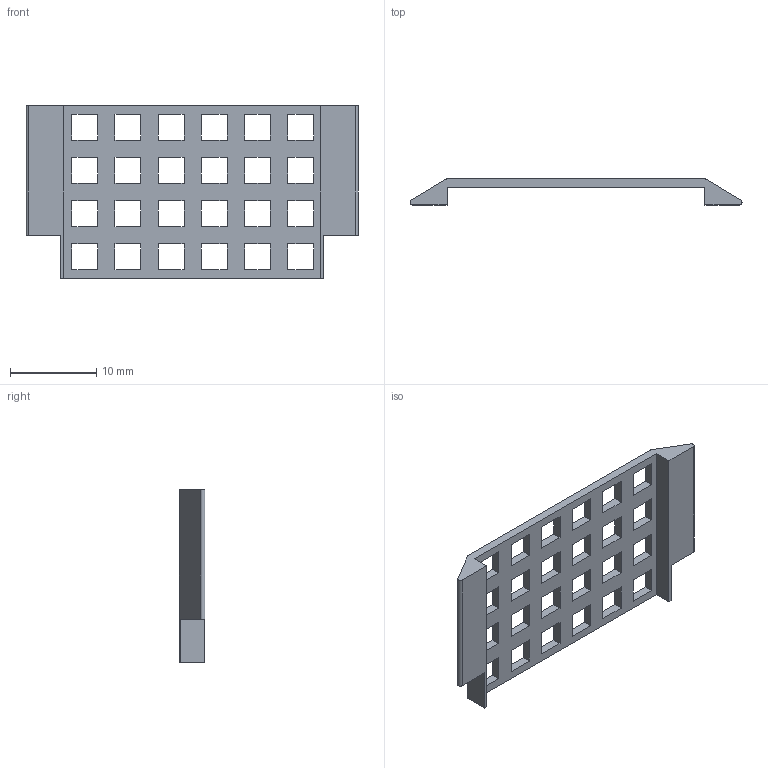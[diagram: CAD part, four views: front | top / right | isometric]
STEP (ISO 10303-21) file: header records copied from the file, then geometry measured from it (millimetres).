
FILE_DESCRIPTION(/* description */ (''),/* implementation_level */ '2;1');
FILE_NAME(/* name */ 'MainPhalange_grip_support.stp',/* time_stamp */ '2020-05-08T18:59:38+12:00',/* author */ ('Ajay Yadiki'),/* organization */ (''),/* preprocessor_version */ 'ST-DEVELOPER v18',/* originating_system */ 'Autodesk Inventor 2020',/* authorisation */ '');
FILE_SCHEMA (('AUTOMOTIVE_DESIGN { 1 0 10303 214 3 1 1 }'));
Length unit declared in the file: millimetre
Products named in the file (1): MainPhalange_grip_support
Bounding box: 38.43 x 3 x 20 mm (x, y, z)
Volume: 616.9 mm3; surface area: 1543 mm2
Topology: 1 solids, 1 shells, 114 faces, 336 edges, 224 vertices
Faces by surface type: plane 110, cylinder 4
Entity records: 3865 total; most frequent: CARTESIAN_POINT 675, ORIENTED_EDGE 672, DIRECTION 574, EDGE_CURVE 336, LINE 328, VECTOR 328, VERTEX_POINT 224, EDGE_LOOP 162
